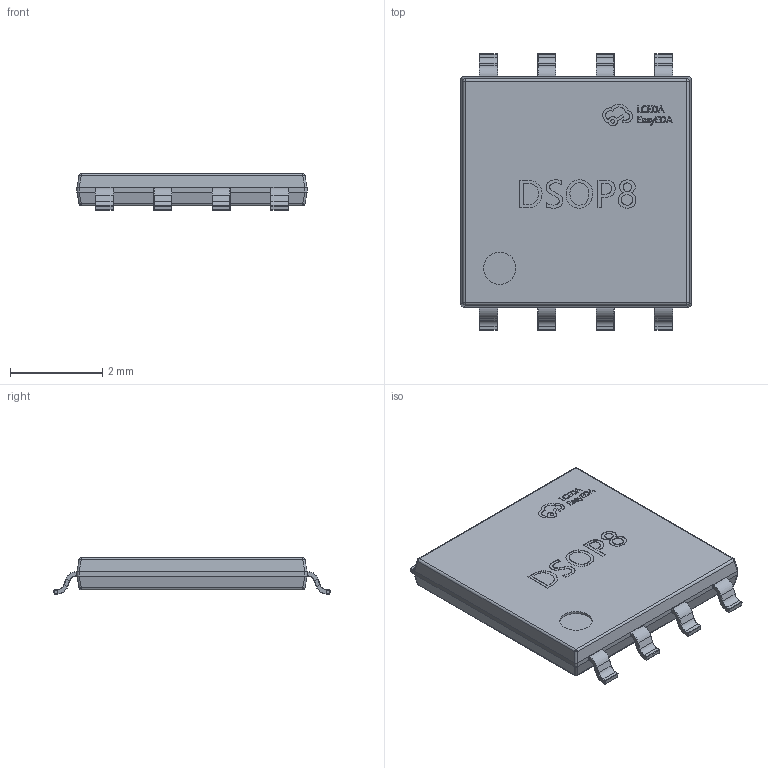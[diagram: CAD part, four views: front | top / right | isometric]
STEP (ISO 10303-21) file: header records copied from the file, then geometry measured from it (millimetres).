
FILE_DESCRIPTION(('FreeCAD Model'),'2;1');
FILE_NAME('Open CASCADE Shape Model','2023-09-14T03:08:45',(''),(''), 'Open CASCADE STEP processor 7.6','FreeCAD','Unknown');
FILE_SCHEMA(('AUTOMOTIVE_DESIGN { 1 0 10303 214 1 1 1 1 }'));
Length unit declared in the file: millimetre
Products named in the file (25): Q1; DSOP-8_L5.0-W5.0-P1.27-LS6.0-BL-EP001; COMPOUND046; COMPOUND024; COMPOUND025; COMPOUND026; COMPOUND027; COMPOUND028; COMPOUND029; COMPOUND030; COMPOUND031; COMPOUND032; COMPOUND033; COMPOUND034; COMPOUND035; COMPOUND036; COMPOUND037; COMPOUND038; COMPOUND039; COMPOUND040; COMPOUND041; COMPOUND042; COMPOUND043; COMPOUND044; COMPOUND045
Assembly tree (24 placements, depth 4):
  Q1
    DSOP-8_L5.0-W5.0-P1.27-LS6.0-BL-EP001
      COMPOUND046
        COMPOUND024
        COMPOUND025
        COMPOUND026
        COMPOUND027
        COMPOUND028
        COMPOUND029
        COMPOUND030
        COMPOUND031
        COMPOUND032
        COMPOUND033
        COMPOUND034
        COMPOUND035
        COMPOUND036
        COMPOUND037
        COMPOUND038
        COMPOUND039
        COMPOUND040
        COMPOUND041
        COMPOUND042
        COMPOUND043
        COMPOUND044
        COMPOUND045
Bounding box: 5 x 6 x 0.8 mm (x, y, z)
Volume: 17.3 mm3; surface area: 68.2 mm2
Topology: 22 solids, 22 shells, 813 faces, 1901 edges, 1134 vertices
Faces by surface type: plane 363, cylinder 182, bspline 156, torus 64, sphere 48
Entity records: 28400 total; most frequent: CARTESIAN_POINT 9021, ORIENTED_EDGE 3770, DIRECTION 3353, EDGE_CURVE 1885, VERTEX_POINT 1134, AXIS2_PLACEMENT_3D 1126, LINE 1101, VECTOR 1101
